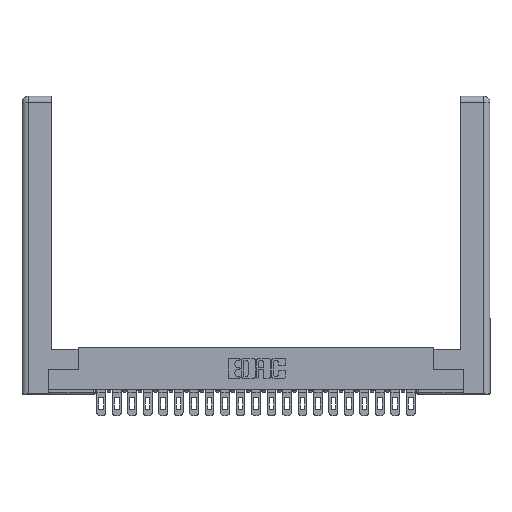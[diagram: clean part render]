
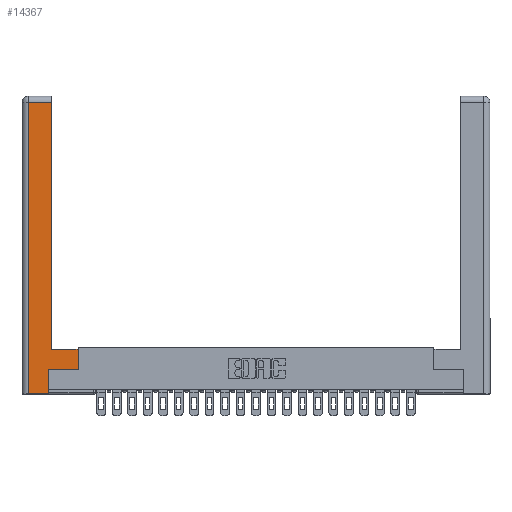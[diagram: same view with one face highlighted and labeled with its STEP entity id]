
A CAD part, top view. The second image highlights one B-rep face of the part: STEP entity #14367.
In plain terms, the highlighted planar face has unit normal (0, 0, 1).
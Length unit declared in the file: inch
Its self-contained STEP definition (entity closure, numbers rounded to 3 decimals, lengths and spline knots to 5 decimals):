
#249 = DIRECTION ( 'NONE',  ( 0., 1., 0. ) ) ;
#777 = ORIENTED_EDGE ( 'NONE', *, *, #5040, .T. ) ;
#1165 = CARTESIAN_POINT ( 'NONE',  ( 0.265, 0.245, 0. ) ) ;
#1480 = LINE ( 'NONE', #12443, #6055 ) ;
#1539 = CARTESIAN_POINT ( 'NONE',  ( 0.265, 0.245, 0. ) ) ;
#1704 = CARTESIAN_POINT ( 'NONE',  ( 0.565, 0.245, 0. ) ) ;
#1861 = EDGE_LOOP ( 'NONE', ( #15362, #21557, #20158, #17339, #777, #7063, #22952, #8678 ) ) ;
#3028 = VECTOR ( 'NONE', #21789, 39.37008 ) ;
#3080 = CARTESIAN_POINT ( 'NONE',  ( 0.265, 0., 0. ) ) ;
#3180 = FACE_OUTER_BOUND ( 'NONE', #1861, .T. ) ;
#3471 = LINE ( 'NONE', #10534, #11085 ) ;
#3739 = VECTOR ( 'NONE', #249, 39.37008 ) ;
#3860 = VERTEX_POINT ( 'NONE', #13652 ) ;
#4156 = EDGE_CURVE ( 'NONE', #4860, #14421, #23638, .T. ) ;
#4560 = CARTESIAN_POINT ( 'NONE',  ( 0.0615, 2.94, 0. ) ) ;
#4860 = VERTEX_POINT ( 'NONE', #11423 ) ;
#5040 = EDGE_CURVE ( 'NONE', #14421, #20564, #7274, .T. ) ;
#5472 = LINE ( 'NONE', #1704, #7638 ) ;
#6055 = VECTOR ( 'NONE', #21923, 39.37008 ) ;
#6612 = LINE ( 'NONE', #4560, #17893 ) ;
#7063 = ORIENTED_EDGE ( 'NONE', *, *, #22577, .T. ) ;
#7129 = EDGE_CURVE ( 'NONE', #10843, #10167, #15253, .T. ) ;
#7195 = EDGE_CURVE ( 'NONE', #23760, #11705, #6612, .T. ) ;
#7274 = LINE ( 'NONE', #1539, #10931 ) ;
#7638 = VECTOR ( 'NONE', #16785, 39.37008 ) ;
#7951 = EDGE_CURVE ( 'NONE', #3860, #10843, #9511, .T. ) ;
#8678 = ORIENTED_EDGE ( 'NONE', *, *, #7129, .T. ) ;
#8812 = CARTESIAN_POINT ( 'NONE',  ( 0.0615, 2.94, 0. ) ) ;
#9393 = CARTESIAN_POINT ( 'NONE',  ( 0.295, 2.94, 0. ) ) ;
#9511 = LINE ( 'NONE', #16906, #3739 ) ;
#9831 = EDGE_CURVE ( 'NONE', #10167, #23760, #3471, .T. ) ;
#10167 = VERTEX_POINT ( 'NONE', #15726 ) ;
#10384 = EDGE_CURVE ( 'NONE', #11705, #4860, #1480, .T. ) ;
#10534 = CARTESIAN_POINT ( 'NONE',  ( 0.295, 3., 0. ) ) ;
#10843 = VERTEX_POINT ( 'NONE', #16665 ) ;
#10931 = VECTOR ( 'NONE', #16636, 39.37008 ) ;
#11085 = VECTOR ( 'NONE', #16339, 39.37008 ) ;
#11423 = CARTESIAN_POINT ( 'NONE',  ( 0.0615, 0., 0. ) ) ;
#11705 = VERTEX_POINT ( 'NONE', #8812 ) ;
#12443 = CARTESIAN_POINT ( 'NONE',  ( 0.0615, 0., 0. ) ) ;
#13567 = AXIS2_PLACEMENT_3D ( 'NONE', #19476, #21300, #21543 ) ;
#13652 = CARTESIAN_POINT ( 'NONE',  ( 0.565, 0.245, 0. ) ) ;
#13795 = DIRECTION ( 'NONE',  ( -1., 0., 0. ) ) ;
#14243 = PLANE ( 'NONE',  #13567 ) ;
#14367 = ADVANCED_FACE ( 'NONE', ( #3180 ), #14243, .F. ) ;
#14421 = VERTEX_POINT ( 'NONE', #18016 ) ;
#15253 = LINE ( 'NONE', #16961, #21793 ) ;
#15362 = ORIENTED_EDGE ( 'NONE', *, *, #9831, .T. ) ;
#15726 = CARTESIAN_POINT ( 'NONE',  ( 0.295, 0.45, 0. ) ) ;
#16339 = DIRECTION ( 'NONE',  ( 0., 1., 0. ) ) ;
#16636 = DIRECTION ( 'NONE',  ( 0., 1., 0. ) ) ;
#16665 = CARTESIAN_POINT ( 'NONE',  ( 0.565, 0.45, 0. ) ) ;
#16785 = DIRECTION ( 'NONE',  ( 1., 0., 0. ) ) ;
#16906 = CARTESIAN_POINT ( 'NONE',  ( 0.565, 0.45, 0. ) ) ;
#16961 = CARTESIAN_POINT ( 'NONE',  ( 0.295, 0.45, 0. ) ) ;
#17339 = ORIENTED_EDGE ( 'NONE', *, *, #4156, .T. ) ;
#17893 = VECTOR ( 'NONE', #13795, 39.37008 ) ;
#18016 = CARTESIAN_POINT ( 'NONE',  ( 0.265, 0., 0. ) ) ;
#18789 = DIRECTION ( 'NONE',  ( -1., 0., 0. ) ) ;
#19476 = CARTESIAN_POINT ( 'NONE',  ( 0., 0., 0. ) ) ;
#20158 = ORIENTED_EDGE ( 'NONE', *, *, #10384, .T. ) ;
#20564 = VERTEX_POINT ( 'NONE', #1165 ) ;
#21300 = DIRECTION ( 'NONE',  ( 0., 0., -1. ) ) ;
#21543 = DIRECTION ( 'NONE',  ( -1., 0., 0. ) ) ;
#21557 = ORIENTED_EDGE ( 'NONE', *, *, #7195, .T. ) ;
#21789 = DIRECTION ( 'NONE',  ( 1., 0., 0. ) ) ;
#21793 = VECTOR ( 'NONE', #18789, 39.37008 ) ;
#21923 = DIRECTION ( 'NONE',  ( 0., -1., 0. ) ) ;
#22577 = EDGE_CURVE ( 'NONE', #20564, #3860, #5472, .T. ) ;
#22952 = ORIENTED_EDGE ( 'NONE', *, *, #7951, .T. ) ;
#23638 = LINE ( 'NONE', #3080, #3028 ) ;
#23760 = VERTEX_POINT ( 'NONE', #9393 ) ;
